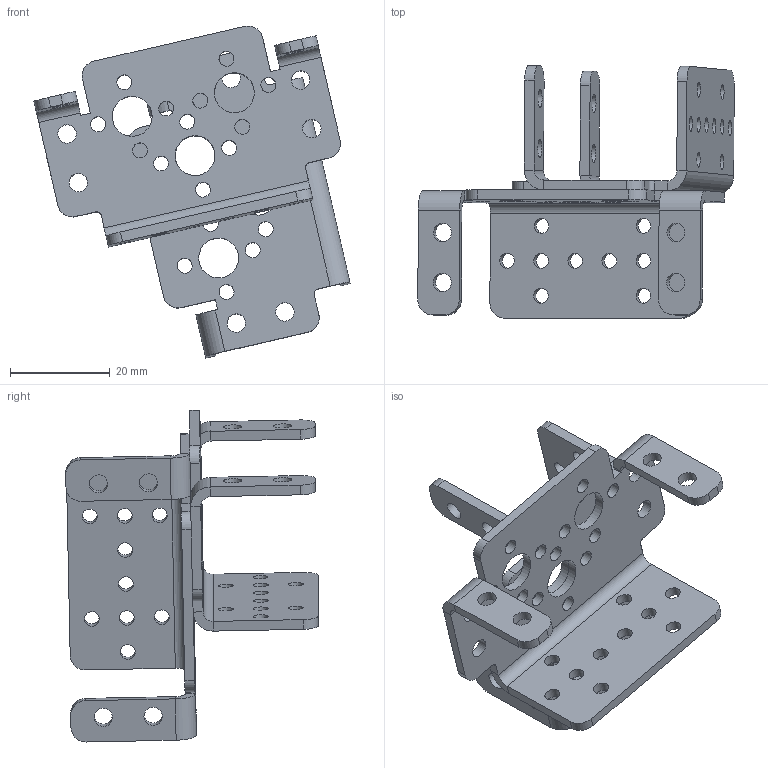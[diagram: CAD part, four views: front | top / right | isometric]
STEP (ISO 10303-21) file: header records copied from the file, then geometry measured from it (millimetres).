
FILE_DESCRIPTION(/* description */ (''),/* implementation_level */ '2;1');
FILE_NAME(/* name */ 'Automatic Sorter 4 DOF Robot Arm v36 v2.step',/* time_stamp */ '2024-02-09T21:52:03+05:30',/* author */ (''),/* organization */ (''),/* preprocessor_version */ 'ST-DEVELOPER v20',/* originating_system */ 'Autodesk Translation Framework v12.20.1.177',/* authorisation */ '');
FILE_SCHEMA (('AUTOMOTIVE_DESIGN { 1 0 10303 214 3 1 1 }'));
Length unit declared in the file: millimetre
Products named in the file (22): Automatic Sorter 4 DOF Robot Arm v36; Servo Bracket - U Profil v1; Servo Bracket - U Profil v1 (1); L Shape Bracket; Servo Bracket - universal v1 (2); Servo Bracket - U Profil v1 (2); Servo Bracket - long U; Servo Bracket - universal v1 (3); Component28; Gripper v12; Servo Bracket - universal v1 (3)_1; Servo Bracket - universal; Gripper v12_1; part8; part9; Part6; Part5; Part4; Part11; Part10; socket button head screw_iso_ISO 7380 - M3 x 12 - 12S; hex nut style 1 gradeab_iso_ISO - 4032 - M3 - W - N
Assembly tree (64 placements, depth 3):
  Automatic Sorter 4 DOF Robot Arm v36
    Servo Bracket - U Profil v1
    Servo Bracket - U Profil v1 (1)
    L Shape Bracket
    Servo Bracket - universal v1 (2)
    Servo Bracket - U Profil v1 (2)
      Servo Bracket - long U
    Servo Bracket - universal v1 (3)
      Servo Bracket - universal
    Component28  x4
    Gripper v12
      part8
      part9
      Part4  x4
      Part5  x4
      Part6
      Part10  x7
      Part11  x2
      socket button head screw_iso_ISO 7380 - M3 x 12 - 12S  x2
      hex nut style 1 gradeab_iso_ISO - 4032 - M3 - W - N  x2
    Servo Bracket - universal v1 (3)_1
      Servo Bracket - universal
    Gripper v12_1
      part8
      part9
      Part4  x4
      Part5  x4
      Part6
      Part10  x7
      Part11  x2
      socket button head screw_iso_ISO 7380 - M3 x 12 - 12S  x2
      hex nut style 1 gradeab_iso_ISO - 4032 - M3 - W - N  x2
Bounding box: 63.35 x 50.59 x 66.5 mm (x, y, z)
Volume: 11049.3 mm3; surface area: 13850.4 mm2
Topology: 2 solids, 2 shells, 174 faces, 462 edges, 292 vertices
Faces by surface type: cylinder 102, plane 72
Full cylindrical faces by diameter (mm): 3 x44, 3.7 x16, 8 x6
Entity records: 3816 total; most frequent: DIRECTION 679, CARTESIAN_POINT 550, ORIENTED_EDGE 462, AXIS2_PLACEMENT_3D 275, EDGE_CURVE 231, EDGE_LOOP 153, VERTEX_POINT 146, LINE 129
